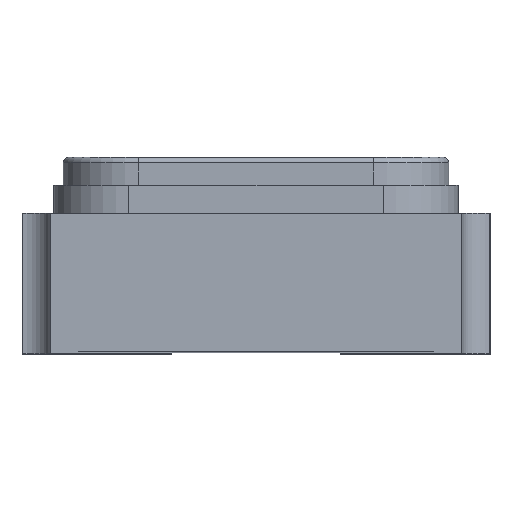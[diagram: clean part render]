
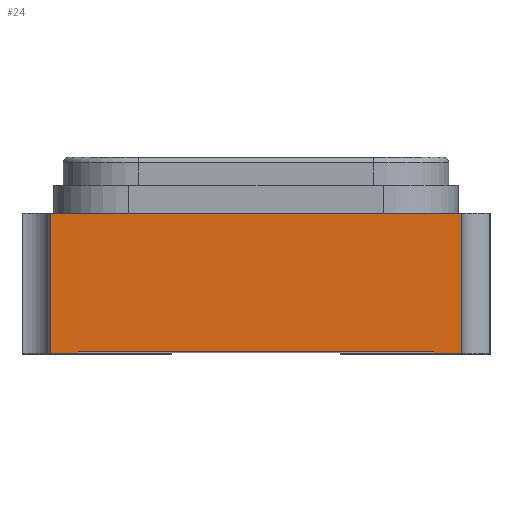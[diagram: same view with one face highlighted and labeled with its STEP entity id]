
A CAD part, top view. The second image highlights one B-rep face of the part: STEP entity #24.
In plain terms, the highlighted planar face has unit normal (0, 0, 1).
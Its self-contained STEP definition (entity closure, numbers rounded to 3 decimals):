
#24 = ADVANCED_FACE ( 'NONE', ( #961 ), #841, .F. ) ;
#25 = EDGE_LOOP ( 'NONE', ( #289, #76, #72, #61, #74, #286, #148, #83 ) ) ;
#58 = EDGE_CURVE ( 'NONE', #64, #66, #1088, .T. ) ;
#60 = EDGE_CURVE ( 'NONE', #75, #78, #1143, .T. ) ;
#61 = ORIENTED_EDGE ( 'NONE', *, *, #68, .F. ) ;
#62 = EDGE_CURVE ( 'NONE', #64, #75, #1115, .T. ) ;
#64 = VERTEX_POINT ( 'NONE', #1128 ) ;
#65 = VERTEX_POINT ( 'NONE', #1127 ) ;
#66 = VERTEX_POINT ( 'NONE', #1106 ) ;
#67 = EDGE_CURVE ( 'NONE', #65, #71, #1122, .T. ) ;
#68 = EDGE_CURVE ( 'NONE', #71, #66, #1063, .T. ) ;
#71 = VERTEX_POINT ( 'NONE', #1100 ) ;
#72 = ORIENTED_EDGE ( 'NONE', *, *, #58, .T. ) ;
#74 = ORIENTED_EDGE ( 'NONE', *, *, #67, .F. ) ;
#75 = VERTEX_POINT ( 'NONE', #1105 ) ;
#76 = ORIENTED_EDGE ( 'NONE', *, *, #62, .F. ) ;
#78 = VERTEX_POINT ( 'NONE', #1093 ) ;
#83 = ORIENTED_EDGE ( 'NONE', *, *, #154, .T. ) ;
#134 = EDGE_CURVE ( 'NONE', #65, #142, #1242, .T. ) ;
#135 = VERTEX_POINT ( 'NONE', #1238 ) ;
#141 = EDGE_CURVE ( 'NONE', #142, #135, #1330, .T. ) ;
#142 = VERTEX_POINT ( 'NONE', #1404 ) ;
#148 = ORIENTED_EDGE ( 'NONE', *, *, #141, .T. ) ;
#154 = EDGE_CURVE ( 'NONE', #135, #78, #1286, .T. ) ;
#286 = ORIENTED_EDGE ( 'NONE', *, *, #134, .T. ) ;
#289 = ORIENTED_EDGE ( 'NONE', *, *, #60, .F. ) ;
#838 = CARTESIAN_POINT ( 'NONE',  ( 0., 1.05, 3.2 ) ) ;
#841 = PLANE ( 'NONE',  #945 ) ;
#866 = DIRECTION ( 'NONE',  ( -1., 0., 0. ) ) ;
#867 = DIRECTION ( 'NONE',  ( 0., 0., -1. ) ) ;
#945 = AXIS2_PLACEMENT_3D ( 'NONE', #838, #867, #866 ) ;
#961 = FACE_OUTER_BOUND ( 'NONE', #25, .T. ) ;
#1059 = VECTOR ( 'NONE', #1108, 1000. ) ;
#1060 = DIRECTION ( 'NONE',  ( 1., 0., 0. ) ) ;
#1061 = CARTESIAN_POINT ( 'NONE',  ( 0., 0.75, 3.2 ) ) ;
#1063 = LINE ( 'NONE', #1118, #1117 ) ;
#1088 = LINE ( 'NONE', #1119, #1059 ) ;
#1093 = CARTESIAN_POINT ( 'NONE',  ( 2.35, 0.75, 3.2 ) ) ;
#1100 = CARTESIAN_POINT ( 'NONE',  ( 0.3, 0.01, 3.2 ) ) ;
#1101 = DIRECTION ( 'NONE',  ( 0., -1., 0. ) ) ;
#1102 = DIRECTION ( 'NONE',  ( -1., 0., 0. ) ) ;
#1103 = VECTOR ( 'NONE', #1102, 1000. ) ;
#1105 = CARTESIAN_POINT ( 'NONE',  ( 0.15, 0.75, 3.2 ) ) ;
#1106 = CARTESIAN_POINT ( 'NONE',  ( 0.3, 0., 3.2 ) ) ;
#1108 = DIRECTION ( 'NONE',  ( 1., 0., 0. ) ) ;
#1113 = VECTOR ( 'NONE', #1129, 1000. ) ;
#1114 = CARTESIAN_POINT ( 'NONE',  ( 0.15, 0., 3.2 ) ) ;
#1115 = LINE ( 'NONE', #1114, #1113 ) ;
#1116 = VECTOR ( 'NONE', #1060, 1000. ) ;
#1117 = VECTOR ( 'NONE', #1101, 1000. ) ;
#1118 = CARTESIAN_POINT ( 'NONE',  ( 0.3, 0.01, 3.2 ) ) ;
#1119 = CARTESIAN_POINT ( 'NONE',  ( 0., 0., 3.2 ) ) ;
#1121 = CARTESIAN_POINT ( 'NONE',  ( 0., 0.01, 3.2 ) ) ;
#1122 = LINE ( 'NONE', #1121, #1103 ) ;
#1127 = CARTESIAN_POINT ( 'NONE',  ( 2.2, 0.01, 3.2 ) ) ;
#1128 = CARTESIAN_POINT ( 'NONE',  ( 0.15, 0., 3.2 ) ) ;
#1129 = DIRECTION ( 'NONE',  ( 0., 1., 0. ) ) ;
#1143 = LINE ( 'NONE', #1061, #1116 ) ;
#1230 = DIRECTION ( 'NONE',  ( 0., -1., 0. ) ) ;
#1231 = VECTOR ( 'NONE', #1230, 1000. ) ;
#1232 = CARTESIAN_POINT ( 'NONE',  ( 2.2, 0.01, 3.2 ) ) ;
#1238 = CARTESIAN_POINT ( 'NONE',  ( 2.35, 0., 3.2 ) ) ;
#1242 = LINE ( 'NONE', #1232, #1231 ) ;
#1284 = VECTOR ( 'NONE', #1379, 1000. ) ;
#1285 = CARTESIAN_POINT ( 'NONE',  ( 2.35, 0., 3.2 ) ) ;
#1286 = LINE ( 'NONE', #1285, #1284 ) ;
#1329 = CARTESIAN_POINT ( 'NONE',  ( 0., 0., 3.2 ) ) ;
#1330 = LINE ( 'NONE', #1329, #1457 ) ;
#1379 = DIRECTION ( 'NONE',  ( 0., 1., 0. ) ) ;
#1404 = CARTESIAN_POINT ( 'NONE',  ( 2.2, 0., 3.2 ) ) ;
#1456 = DIRECTION ( 'NONE',  ( 1., 0., 0. ) ) ;
#1457 = VECTOR ( 'NONE', #1456, 1000. ) ;
